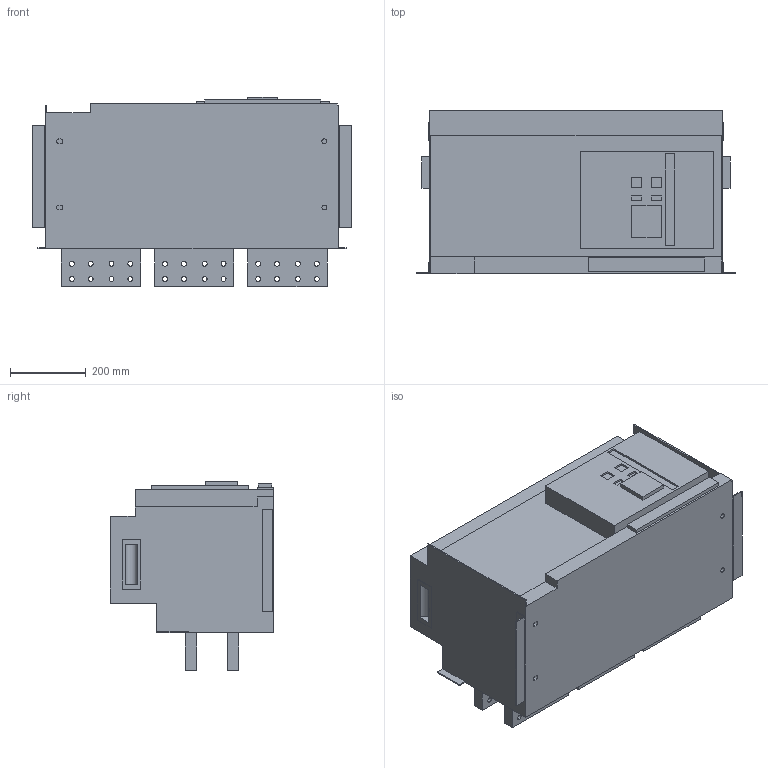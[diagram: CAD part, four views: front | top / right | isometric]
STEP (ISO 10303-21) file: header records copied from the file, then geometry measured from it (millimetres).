
FILE_DESCRIPTION(/* description */ (''),/* implementation_level */ '2;1');
FILE_NAME(/* name */ '6300-5000 3P_stp.stp',/* time_stamp */ '2025-03-31T16:15:39+08:00',/* author */ (''),/* organization */ (''),/* preprocessor_version */ 'ST-DEVELOPER v16',/* originating_system */ 'SIEMENS PLM Software NX 10.0',/* authorisation */ '');
FILE_SCHEMA (('CONFIG_CONTROL_DESIGN'));
Length unit declared in the file: millimetre
Products named in the file (1): 6300-5000 3P_stp
Bounding box: 845 x 432 x 500 mm (x, y, z)
Volume: 113284872.3 mm3; surface area: 2066787 mm2
Topology: 1 solids, 1 shells, 239 faces, 642 edges, 429 vertices
Faces by surface type: plane 135, cylinder 104
Full cylindrical faces by diameter (mm): 13 x4
Entity records: 7748 total; most frequent: DIRECTION 1322, CARTESIAN_POINT 1299, ORIENTED_EDGE 1268, EDGE_CURVE 634, AXIS2_PLACEMENT_3D 448, LINE 426, VECTOR 426, VERTEX_POINT 425
